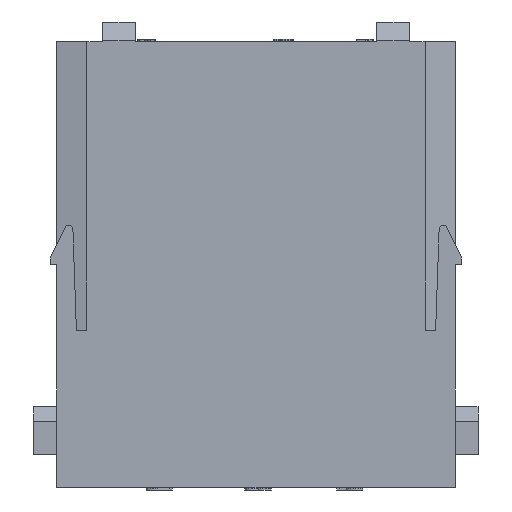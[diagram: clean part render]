
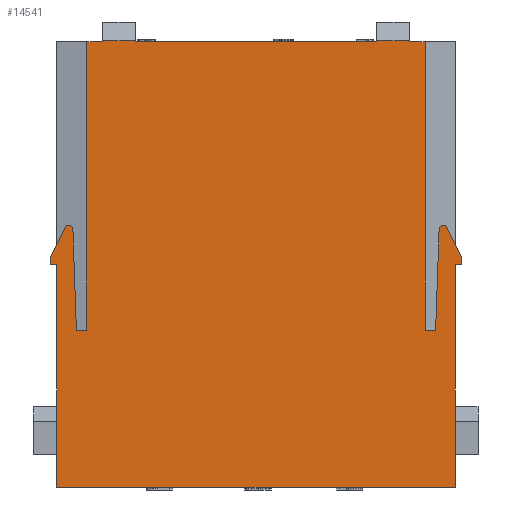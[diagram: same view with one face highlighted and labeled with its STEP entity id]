
A CAD part, front view. The second image highlights one B-rep face of the part: STEP entity #14541.
In plain terms, the highlighted planar face has unit normal (0, -1, 0).
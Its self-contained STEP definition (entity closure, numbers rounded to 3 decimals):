
#89=DIRECTION('',(-1.,0.,0.));
#90=VECTOR('',#89,30.4);
#91=CARTESIAN_POINT('',(15.2,-7.3,-36.1));
#92=LINE('',#91,#90);
#93=DIRECTION('',(0.,0.,1.));
#94=VECTOR('',#93,17.);
#95=CARTESIAN_POINT('',(-15.2,-7.3,-36.1));
#96=LINE('',#95,#94);
#97=DIRECTION('',(0.,0.,-1.));
#98=VECTOR('',#97,17.);
#99=CARTESIAN_POINT('',(15.2,-7.3,-19.1));
#100=LINE('',#99,#98);
#2643=DIRECTION('',(-1.,0.,0.));
#2644=VECTOR('',#2643,1.2);
#2645=CARTESIAN_POINT('',(12.9,-7.3,-2.1));
#2646=LINE('',#2645,#2644);
#2655=DIRECTION('',(-1.,0.,0.));
#2656=VECTOR('',#2655,18.4);
#2657=CARTESIAN_POINT('',(9.2,-7.3,-2.1));
#2658=LINE('',#2657,#2656);
#2663=DIRECTION('',(-1.,0.,0.));
#2664=VECTOR('',#2663,1.2);
#2665=CARTESIAN_POINT('',(-11.7,-7.3,-2.1));
#2666=LINE('',#2665,#2664);
#4017=DIRECTION('',(-1.,0.,0.));
#4018=VECTOR('',#4017,0.8);
#4019=CARTESIAN_POINT('',(-12.9,-7.3,-24.1));
#4020=LINE('',#4019,#4018);
#4033=DIRECTION('',(-0.035,0.,0.999));
#4034=VECTOR('',#4033,7.715);
#4035=CARTESIAN_POINT('',(-13.7,-7.3,-24.1));
#4036=LINE('',#4035,#4034);
#4037=CARTESIAN_POINT('',(-14.269,-7.3,-16.4));
#4038=DIRECTION('',(0.,1.,0.));
#4039=DIRECTION('',(0.,0.,1.));
#4040=AXIS2_PLACEMENT_3D('',#4037,#4038,#4039);
#4050=DIRECTION('',(-1.,0.,0.));
#4051=VECTOR('',#4050,0.023);
#4052=CARTESIAN_POINT('',(-14.269,-7.3,-16.1));
#4053=LINE('',#4052,#4051);
#4058=CARTESIAN_POINT('',(-14.292,-7.3,-16.4));
#4059=DIRECTION('',(0.,1.,0.));
#4060=DIRECTION('',(-0.899,0.,0.439));
#4061=AXIS2_PLACEMENT_3D('',#4058,#4059,#4060);
#4071=DIRECTION('',(-0.439,0.,-0.899));
#4072=VECTOR('',#4071,2.595);
#4073=CARTESIAN_POINT('',(-14.562,-7.3,-16.268));
#4074=LINE('',#4073,#4072);
#4075=DIRECTION('',(0.,0.,-1.));
#4076=VECTOR('',#4075,0.5);
#4077=CARTESIAN_POINT('',(-15.7,-7.3,-18.6));
#4078=LINE('',#4077,#4076);
#4087=DIRECTION('',(-1.,0.,0.));
#4088=VECTOR('',#4087,0.5);
#4089=CARTESIAN_POINT('',(-15.2,-7.3,-19.1));
#4090=LINE('',#4089,#4088);
#4127=DIRECTION('',(0.,0.,-1.));
#4128=VECTOR('',#4127,22.);
#4129=CARTESIAN_POINT('',(-12.9,-7.3,-2.1));
#4130=LINE('',#4129,#4128);
#4231=DIRECTION('',(-1.,0.,0.));
#4232=VECTOR('',#4231,0.8);
#4233=CARTESIAN_POINT('',(13.7,-7.3,-24.1));
#4234=LINE('',#4233,#4232);
#4247=DIRECTION('',(0.,0.,-1.));
#4248=VECTOR('',#4247,22.);
#4249=CARTESIAN_POINT('',(12.9,-7.3,-2.1));
#4250=LINE('',#4249,#4248);
#4287=DIRECTION('',(0.439,0.,-0.899));
#4288=VECTOR('',#4287,2.595);
#4289=CARTESIAN_POINT('',(14.562,-7.3,-16.268));
#4290=LINE('',#4289,#4288);
#4295=CARTESIAN_POINT('',(14.292,-7.3,-16.4));
#4296=DIRECTION('',(0.,-1.,0.));
#4297=DIRECTION('',(0.899,0.,0.439));
#4298=AXIS2_PLACEMENT_3D('',#4295,#4296,#4297);
#4308=DIRECTION('',(-1.,0.,0.));
#4309=VECTOR('',#4308,0.023);
#4310=CARTESIAN_POINT('',(14.292,-7.3,-16.1));
#4311=LINE('',#4310,#4309);
#4312=CARTESIAN_POINT('',(14.269,-7.3,-16.4));
#4313=DIRECTION('',(0.,-1.,0.));
#4314=DIRECTION('',(0.,0.,1.));
#4315=AXIS2_PLACEMENT_3D('',#4312,#4313,#4314);
#4325=DIRECTION('',(0.035,0.,0.999));
#4326=VECTOR('',#4325,7.715);
#4327=CARTESIAN_POINT('',(13.7,-7.3,-24.1));
#4328=LINE('',#4327,#4326);
#4333=DIRECTION('',(0.,0.,-1.));
#4334=VECTOR('',#4333,0.5);
#4335=CARTESIAN_POINT('',(15.7,-7.3,-18.6));
#4336=LINE('',#4335,#4334);
#4341=DIRECTION('',(-1.,0.,0.));
#4342=VECTOR('',#4341,0.5);
#4343=CARTESIAN_POINT('',(15.7,-7.3,-19.1));
#4344=LINE('',#4343,#4342);
#4349=DIRECTION('',(0.,0.,-1.));
#4350=VECTOR('',#4349,0.06);
#4351=CARTESIAN_POINT('',(11.7,-7.3,-2.04));
#4352=LINE('',#4351,#4350);
#4361=DIRECTION('',(-1.,0.,0.));
#4362=VECTOR('',#4361,2.5);
#4363=CARTESIAN_POINT('',(11.7,-7.3,-2.04));
#4364=LINE('',#4363,#4362);
#4365=DIRECTION('',(0.,0.,-1.));
#4366=VECTOR('',#4365,0.06);
#4367=CARTESIAN_POINT('',(9.2,-7.3,-2.04));
#4368=LINE('',#4367,#4366);
#4397=DIRECTION('',(0.,0.,-1.));
#4398=VECTOR('',#4397,0.06);
#4399=CARTESIAN_POINT('',(-9.2,-7.3,-2.04));
#4400=LINE('',#4399,#4398);
#4413=DIRECTION('',(-1.,0.,0.));
#4414=VECTOR('',#4413,2.5);
#4415=CARTESIAN_POINT('',(-9.2,-7.3,-2.04));
#4416=LINE('',#4415,#4414);
#4421=DIRECTION('',(0.,0.,-1.));
#4422=VECTOR('',#4421,0.06);
#4423=CARTESIAN_POINT('',(-11.7,-7.3,-2.04));
#4424=LINE('',#4423,#4422);
#12462=CARTESIAN_POINT('',(-12.9,-7.3,-24.1));
#12463=CARTESIAN_POINT('',(-13.7,-7.3,-24.1));
#12464=VERTEX_POINT('',#12462);
#12465=VERTEX_POINT('',#12463);
#12468=CARTESIAN_POINT('',(-13.969,-7.3,-16.39));
#12469=VERTEX_POINT('',#12468);
#12470=CARTESIAN_POINT('',(-14.269,-7.3,-16.1));
#12471=VERTEX_POINT('',#12470);
#12472=CARTESIAN_POINT('',(-14.562,-7.3,-16.268));
#12473=CARTESIAN_POINT('',(-14.292,-7.3,-16.1));
#12474=VERTEX_POINT('',#12472);
#12475=VERTEX_POINT('',#12473);
#12476=CARTESIAN_POINT('',(-15.7,-7.3,-18.6));
#12477=VERTEX_POINT('',#12476);
#12478=CARTESIAN_POINT('',(-15.7,-7.3,-19.1));
#12479=VERTEX_POINT('',#12478);
#12480=CARTESIAN_POINT('',(-15.2,-7.3,-19.1));
#12481=VERTEX_POINT('',#12480);
#12494=CARTESIAN_POINT('',(12.9,-7.3,-2.1));
#12495=CARTESIAN_POINT('',(11.7,-7.3,-2.1));
#12496=VERTEX_POINT('',#12494);
#12497=VERTEX_POINT('',#12495);
#12498=CARTESIAN_POINT('',(9.2,-7.3,-2.1));
#12499=CARTESIAN_POINT('',(-9.2,-7.3,-2.1));
#12500=VERTEX_POINT('',#12498);
#12501=VERTEX_POINT('',#12499);
#12502=CARTESIAN_POINT('',(-11.7,-7.3,-2.1));
#12503=CARTESIAN_POINT('',(-12.9,-7.3,-2.1));
#12504=VERTEX_POINT('',#12502);
#12505=VERTEX_POINT('',#12503);
#12508=CARTESIAN_POINT('',(9.2,-7.3,-2.04));
#12509=VERTEX_POINT('',#12508);
#12512=CARTESIAN_POINT('',(11.7,-7.3,-2.04));
#12513=VERTEX_POINT('',#12512);
#12516=CARTESIAN_POINT('',(13.7,-7.3,-24.1));
#12517=CARTESIAN_POINT('',(12.9,-7.3,-24.1));
#12518=VERTEX_POINT('',#12516);
#12519=VERTEX_POINT('',#12517);
#12522=CARTESIAN_POINT('',(15.7,-7.3,-19.1));
#12523=CARTESIAN_POINT('',(15.2,-7.3,-19.1));
#12524=VERTEX_POINT('',#12522);
#12525=VERTEX_POINT('',#12523);
#12526=CARTESIAN_POINT('',(15.7,-7.3,-18.6));
#12527=VERTEX_POINT('',#12526);
#12528=CARTESIAN_POINT('',(14.562,-7.3,-16.268));
#12529=VERTEX_POINT('',#12528);
#12530=CARTESIAN_POINT('',(14.292,-7.3,-16.1));
#12531=VERTEX_POINT('',#12530);
#12532=CARTESIAN_POINT('',(14.269,-7.3,-16.1));
#12533=VERTEX_POINT('',#12532);
#12534=CARTESIAN_POINT('',(13.969,-7.3,-16.39));
#12535=VERTEX_POINT('',#12534);
#12552=CARTESIAN_POINT('',(-9.2,-7.3,-2.04));
#12553=VERTEX_POINT('',#12552);
#12556=CARTESIAN_POINT('',(-11.7,-7.3,-2.04));
#12557=VERTEX_POINT('',#12556);
#13186=CARTESIAN_POINT('',(-15.2,-7.3,-36.1));
#13188=VERTEX_POINT('',#13186);
#13190=CARTESIAN_POINT('',(15.2,-7.3,-36.1));
#13192=VERTEX_POINT('',#13190);
#14475=CARTESIAN_POINT('',(-17.412,-7.3,-32.1));
#14476=DIRECTION('',(0.,1.,0.));
#14477=DIRECTION('',(1.,0.,0.));
#14478=AXIS2_PLACEMENT_3D('',#14475,#14476,#14477);
#14479=PLANE('',#14478);
#14481=ORIENTED_EDGE('',*,*,#14480,.T.);
#14483=ORIENTED_EDGE('',*,*,#14482,.T.);
#14485=ORIENTED_EDGE('',*,*,#14484,.T.);
#14487=ORIENTED_EDGE('',*,*,#14486,.F.);
#14489=ORIENTED_EDGE('',*,*,#14488,.F.);
#14491=ORIENTED_EDGE('',*,*,#14490,.T.);
#14493=ORIENTED_EDGE('',*,*,#14492,.F.);
#14495=ORIENTED_EDGE('',*,*,#14494,.T.);
#14497=ORIENTED_EDGE('',*,*,#14496,.F.);
#14499=ORIENTED_EDGE('',*,*,#14498,.F.);
#14501=ORIENTED_EDGE('',*,*,#14500,.F.);
#14503=ORIENTED_EDGE('',*,*,#14502,.F.);
#14505=ORIENTED_EDGE('',*,*,#14504,.F.);
#14507=ORIENTED_EDGE('',*,*,#14506,.F.);
#14509=ORIENTED_EDGE('',*,*,#14508,.T.);
#14511=ORIENTED_EDGE('',*,*,#14510,.F.);
#14513=ORIENTED_EDGE('',*,*,#14512,.F.);
#14515=ORIENTED_EDGE('',*,*,#14514,.F.);
#14517=ORIENTED_EDGE('',*,*,#14516,.T.);
#14519=ORIENTED_EDGE('',*,*,#14518,.F.);
#14521=ORIENTED_EDGE('',*,*,#14520,.T.);
#14523=ORIENTED_EDGE('',*,*,#14522,.F.);
#14525=ORIENTED_EDGE('',*,*,#14524,.T.);
#14527=ORIENTED_EDGE('',*,*,#14526,.F.);
#14529=ORIENTED_EDGE('',*,*,#14528,.F.);
#14531=ORIENTED_EDGE('',*,*,#14530,.F.);
#14533=ORIENTED_EDGE('',*,*,#14532,.T.);
#14535=ORIENTED_EDGE('',*,*,#14534,.T.);
#14537=ORIENTED_EDGE('',*,*,#14536,.T.);
#14538=ORIENTED_EDGE('',*,*,#14385,.T.);
#14539=EDGE_LOOP('',(#14481,#14483,#14485,#14487,#14489,#14491,#14493,#14495,
#14497,#14499,#14501,#14503,#14505,#14507,#14509,#14511,#14513,#14515,#14517,
#14519,#14521,#14523,#14525,#14527,#14529,#14531,#14533,#14535,#14537,#14538));
#14540=FACE_OUTER_BOUND('',#14539,.F.);
#14541=ADVANCED_FACE('',(#14540),#14479,.F.);
#4041=CIRCLE('',#4040,0.3);
#4062=CIRCLE('',#4061,0.3);
#4299=CIRCLE('',#4298,0.3);
#4316=CIRCLE('',#4315,0.3);
#14385=EDGE_CURVE('',#12525,#13192,#100,.T.);
#14480=EDGE_CURVE('',#13192,#13188,#92,.T.);
#14482=EDGE_CURVE('',#13188,#12481,#96,.T.);
#14484=EDGE_CURVE('',#12481,#12479,#4090,.T.);
#14486=EDGE_CURVE('',#12477,#12479,#4078,.T.);
#14488=EDGE_CURVE('',#12474,#12477,#4074,.T.);
#14490=EDGE_CURVE('',#12474,#12475,#4062,.T.);
#14492=EDGE_CURVE('',#12471,#12475,#4053,.T.);
#14494=EDGE_CURVE('',#12471,#12469,#4041,.T.);
#14496=EDGE_CURVE('',#12465,#12469,#4036,.T.);
#14498=EDGE_CURVE('',#12464,#12465,#4020,.T.);
#14500=EDGE_CURVE('',#12505,#12464,#4130,.T.);
#14502=EDGE_CURVE('',#12504,#12505,#2666,.T.);
#14504=EDGE_CURVE('',#12557,#12504,#4424,.T.);
#14506=EDGE_CURVE('',#12553,#12557,#4416,.T.);
#14508=EDGE_CURVE('',#12553,#12501,#4400,.T.);
#14510=EDGE_CURVE('',#12500,#12501,#2658,.T.);
#14512=EDGE_CURVE('',#12509,#12500,#4368,.T.);
#14514=EDGE_CURVE('',#12513,#12509,#4364,.T.);
#14516=EDGE_CURVE('',#12513,#12497,#4352,.T.);
#14518=EDGE_CURVE('',#12496,#12497,#2646,.T.);
#14520=EDGE_CURVE('',#12496,#12519,#4250,.T.);
#14522=EDGE_CURVE('',#12518,#12519,#4234,.T.);
#14524=EDGE_CURVE('',#12518,#12535,#4328,.T.);
#14526=EDGE_CURVE('',#12533,#12535,#4316,.T.);
#14528=EDGE_CURVE('',#12531,#12533,#4311,.T.);
#14530=EDGE_CURVE('',#12529,#12531,#4299,.T.);
#14532=EDGE_CURVE('',#12529,#12527,#4290,.T.);
#14534=EDGE_CURVE('',#12527,#12524,#4336,.T.);
#14536=EDGE_CURVE('',#12524,#12525,#4344,.T.);
